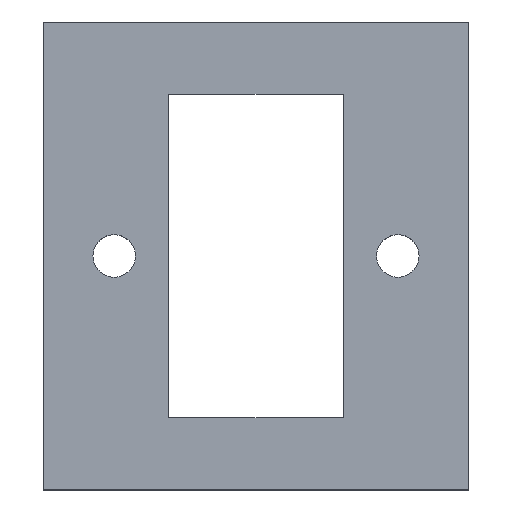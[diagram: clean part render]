
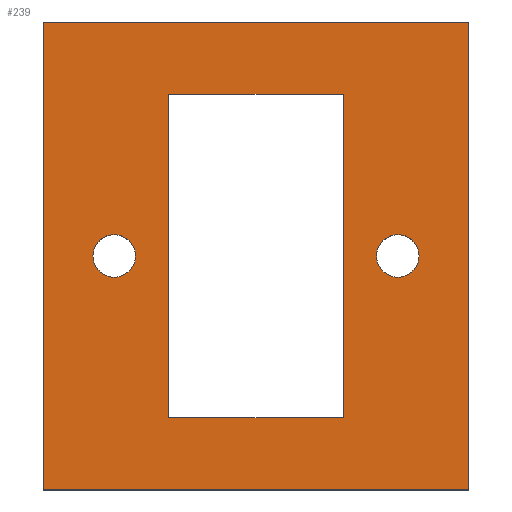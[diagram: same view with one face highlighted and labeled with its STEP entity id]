
A CAD part, top view. The second image highlights one B-rep face of the part: STEP entity #239.
In plain terms, the highlighted planar face has unit normal (0, 0, 1).
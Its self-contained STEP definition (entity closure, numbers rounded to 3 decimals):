
#15=FACE_BOUND('',#50,.T.);
#16=FACE_BOUND('',#51,.T.);
#17=FACE_BOUND('',#52,.T.);
#21=CIRCLE('',#260,1.5);
#23=CIRCLE('',#263,1.5);
#37=FACE_OUTER_BOUND('',#49,.T.);
#49=EDGE_LOOP('',(#199,#200,#201,#202));
#50=EDGE_LOOP('',(#203,#204,#205,#206));
#51=EDGE_LOOP('',(#207));
#52=EDGE_LOOP('',(#208));
#59=LINE('',#339,#85);
#62=LINE('',#345,#88);
#65=LINE('',#351,#91);
#68=LINE('',#355,#94);
#73=LINE('',#375,#99);
#76=LINE('',#381,#102);
#79=LINE('',#387,#105);
#82=LINE('',#391,#108);
#85=VECTOR('',#277,10.);
#88=VECTOR('',#282,10.);
#91=VECTOR('',#287,10.);
#94=VECTOR('',#292,10.);
#99=VECTOR('',#311,10.);
#102=VECTOR('',#316,10.);
#105=VECTOR('',#321,10.);
#108=VECTOR('',#326,10.);
#111=VERTEX_POINT('',#336);
#112=VERTEX_POINT('',#338);
#114=VERTEX_POINT('',#344);
#116=VERTEX_POINT('',#350);
#117=VERTEX_POINT('',#357);
#119=VERTEX_POINT('',#363);
#123=VERTEX_POINT('',#372);
#124=VERTEX_POINT('',#374);
#126=VERTEX_POINT('',#380);
#128=VERTEX_POINT('',#386);
#131=EDGE_CURVE('',#112,#111,#59,.T.);
#134=EDGE_CURVE('',#114,#112,#62,.T.);
#137=EDGE_CURVE('',#116,#114,#65,.T.);
#140=EDGE_CURVE('',#111,#116,#68,.T.);
#141=EDGE_CURVE('',#117,#117,#21,.T.);
#144=EDGE_CURVE('',#119,#119,#23,.T.);
#149=EDGE_CURVE('',#124,#123,#73,.T.);
#152=EDGE_CURVE('',#126,#124,#76,.T.);
#155=EDGE_CURVE('',#128,#126,#79,.T.);
#158=EDGE_CURVE('',#123,#128,#82,.T.);
#199=ORIENTED_EDGE('',*,*,#158,.T.);
#200=ORIENTED_EDGE('',*,*,#155,.T.);
#201=ORIENTED_EDGE('',*,*,#152,.T.);
#202=ORIENTED_EDGE('',*,*,#149,.T.);
#203=ORIENTED_EDGE('',*,*,#137,.T.);
#204=ORIENTED_EDGE('',*,*,#134,.T.);
#205=ORIENTED_EDGE('',*,*,#131,.T.);
#206=ORIENTED_EDGE('',*,*,#140,.T.);
#207=ORIENTED_EDGE('',*,*,#141,.T.);
#208=ORIENTED_EDGE('',*,*,#144,.T.);
#227=PLANE('',#269);
#239=ADVANCED_FACE('',(#37,#15,#16,#17),#227,.T.);
#260=AXIS2_PLACEMENT_3D('',#358,#295,#296);
#263=AXIS2_PLACEMENT_3D('',#364,#302,#303);
#269=AXIS2_PLACEMENT_3D('',#392,#327,#328);
#277=DIRECTION('',(0.,-1.,0.));
#282=DIRECTION('',(1.,0.,0.));
#287=DIRECTION('',(0.,1.,0.));
#292=DIRECTION('',(-1.,0.,0.));
#295=DIRECTION('center_axis',(0.,0.,-1.));
#296=DIRECTION('ref_axis',(-1.,0.,0.));
#302=DIRECTION('center_axis',(0.,0.,-1.));
#303=DIRECTION('ref_axis',(-1.,0.,0.));
#311=DIRECTION('',(1.,0.,0.));
#316=DIRECTION('',(0.,-1.,0.));
#321=DIRECTION('',(-1.,0.,0.));
#326=DIRECTION('',(0.,1.,0.));
#327=DIRECTION('center_axis',(0.,0.,1.));
#328=DIRECTION('ref_axis',(1.,0.,0.));
#336=CARTESIAN_POINT('',(6.15,-11.4,3.));
#338=CARTESIAN_POINT('',(6.15,11.4,3.));
#339=CARTESIAN_POINT('',(6.15,5.7,3.));
#344=CARTESIAN_POINT('',(-6.15,11.4,3.));
#345=CARTESIAN_POINT('',(-3.075,11.4,3.));
#350=CARTESIAN_POINT('',(-6.15,-11.4,3.));
#351=CARTESIAN_POINT('',(-6.15,-5.7,3.));
#355=CARTESIAN_POINT('',(3.075,-11.4,3.));
#357=CARTESIAN_POINT('',(11.5,0.,3.));
#358=CARTESIAN_POINT('Origin',(10.,0.,3.));
#363=CARTESIAN_POINT('',(-8.5,0.,3.));
#364=CARTESIAN_POINT('Origin',(-10.,0.,3.));
#372=CARTESIAN_POINT('',(15.,-16.5,3.));
#374=CARTESIAN_POINT('',(-15.,-16.5,3.));
#375=CARTESIAN_POINT('',(-15.,-16.5,3.));
#380=CARTESIAN_POINT('',(-15.,16.5,3.));
#381=CARTESIAN_POINT('',(-15.,16.5,3.));
#386=CARTESIAN_POINT('',(15.,16.5,3.));
#387=CARTESIAN_POINT('',(15.,16.5,3.));
#391=CARTESIAN_POINT('',(15.,-16.5,3.));
#392=CARTESIAN_POINT('Origin',(0.,0.,
3.));
